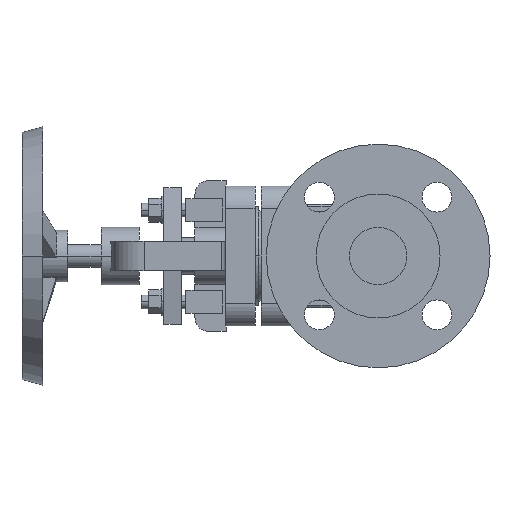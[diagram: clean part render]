
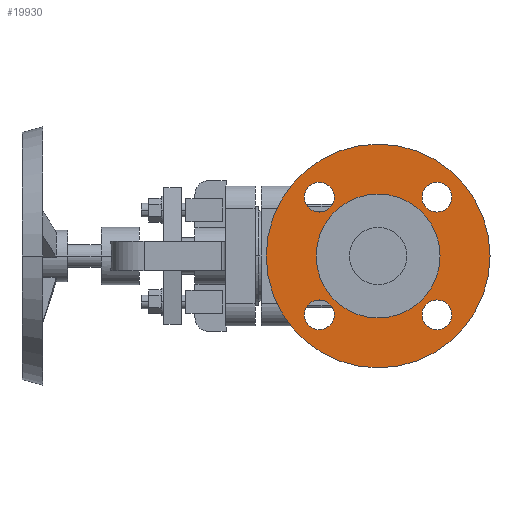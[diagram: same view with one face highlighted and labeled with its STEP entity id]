
A CAD part, left-side view. The second image highlights one B-rep face of the part: STEP entity #19930.
In plain terms, the highlighted planar face has unit normal (-1, 0, 0).
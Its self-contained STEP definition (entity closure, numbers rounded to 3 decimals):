
#610=CARTESIAN_POINT('',(3.,54.,0.));
#620=VERTEX_POINT('',#610);
#780=CARTESIAN_POINT('',(3.,-54.,0.));
#790=VERTEX_POINT('',#780);
#820=CARTESIAN_POINT('',(3.,0.,0.));
#830=DIRECTION('',(-1.,0.,0.));
#840=DIRECTION('',(0.,1.,0.));
#850=AXIS2_PLACEMENT_3D('',#820,#830,#840);
#860=CIRCLE('',#850,54.);
#870=EDGE_CURVE('',#620,#790,#860,.T.);
#11880=CARTESIAN_POINT('',(3.,0.,97.5));
#11890=VERTEX_POINT('',#11880);
#12050=CARTESIAN_POINT('',(3.,0.,-97.5));
#12060=VERTEX_POINT('',#12050);
#12090=CARTESIAN_POINT('',(3.,0.,0.));
#12100=DIRECTION('',(1.,0.,0.));
#12110=DIRECTION('',(0.,0.,-1.));
#12120=AXIS2_PLACEMENT_3D('',#12090,#12100,#12110);
#12130=CIRCLE('',#12120,97.5);
#12140=EDGE_CURVE('',#11890,#12060,#12130,.T.);
#12370=CARTESIAN_POINT('',(3.,51.265,-38.265));
#12380=VERTEX_POINT('',#12370);
#12410=CARTESIAN_POINT('',(3.,51.265,-51.265));
#12420=DIRECTION('',(1.,0.,0.));
#12430=DIRECTION('',(0.,0.,-1.));
#12440=AXIS2_PLACEMENT_3D('',#12410,#12420,#12430);
#12450=CIRCLE('',#12440,13.);
#12460=CARTESIAN_POINT('',(3.,51.265,-64.265));
#12470=VERTEX_POINT('',#12460);
#12480=EDGE_CURVE('',#12380,#12470,#12450,.T.);
#12860=CARTESIAN_POINT('',(3.,-51.265,-38.265));
#12870=VERTEX_POINT('',#12860);
#12900=CARTESIAN_POINT('',(3.,-51.265,-51.265));
#12910=DIRECTION('',(1.,0.,0.));
#12920=DIRECTION('',(0.,0.,-1.));
#12930=AXIS2_PLACEMENT_3D('',#12900,#12910,#12920);
#12940=CIRCLE('',#12930,13.);
#12950=CARTESIAN_POINT('',(3.,-51.265,-64.265));
#12960=VERTEX_POINT('',#12950);
#12970=EDGE_CURVE('',#12870,#12960,#12940,.T.);
#13350=CARTESIAN_POINT('',(3.,51.265,64.265));
#13360=VERTEX_POINT('',#13350);
#13520=CARTESIAN_POINT('',(3.,51.265,38.265));
#13530=VERTEX_POINT('',#13520);
#13560=CARTESIAN_POINT('',(3.,51.265,51.265));
#13570=DIRECTION('',(1.,0.,0.));
#13580=DIRECTION('',(0.,0.,-1.));
#13590=AXIS2_PLACEMENT_3D('',#13560,#13570,#13580);
#13600=CIRCLE('',#13590,13.);
#13610=EDGE_CURVE('',#13530,#13360,#13600,.T.);
#13840=CARTESIAN_POINT('',(3.,-51.265,64.265));
#13850=VERTEX_POINT('',#13840);
#13880=CARTESIAN_POINT('',(3.,-51.265,51.265));
#13890=DIRECTION('',(1.,0.,0.));
#13900=DIRECTION('',(0.,0.,-1.));
#13910=AXIS2_PLACEMENT_3D('',#13880,#13890,#13900);
#13920=CIRCLE('',#13910,13.);
#13930=CARTESIAN_POINT('',(3.,-51.265,38.265));
#13940=VERTEX_POINT('',#13930);
#13950=EDGE_CURVE('',#13850,#13940,#13920,.T.);
#19580=CARTESIAN_POINT('',(3.,0.,0.));
#19590=DIRECTION('',(1.,0.,0.));
#19600=DIRECTION('',(0.,0.,-1.));
#19610=AXIS2_PLACEMENT_3D('',#19580,#19590,#19600);
#19620=PLANE('',#19610);
#19630=ORIENTED_EDGE('',*,*,#13950,.T.);
#19640=EDGE_CURVE('',#13940,#13850,#13920,.T.);
#19650=ORIENTED_EDGE('',*,*,#19640,.T.);
#19660=EDGE_LOOP('',(#19650,#19630));
#19670=FACE_BOUND('',#19660,.T.);
#19680=EDGE_CURVE('',#13360,#13530,#13600,.T.);
#19690=ORIENTED_EDGE('',*,*,#19680,.T.);
#19700=ORIENTED_EDGE('',*,*,#13610,.T.);
#19710=EDGE_LOOP('',(#19700,#19690));
#19720=FACE_BOUND('',#19710,.T.);
#19730=EDGE_CURVE('',#12960,#12870,#12940,.T.);
#19740=ORIENTED_EDGE('',*,*,#19730,.T.);
#19750=ORIENTED_EDGE('',*,*,#12970,.T.);
#19760=EDGE_LOOP('',(#19750,#19740));
#19770=FACE_BOUND('',#19760,.T.);
#19780=EDGE_CURVE('',#12470,#12380,#12450,.T.);
#19790=ORIENTED_EDGE('',*,*,#19780,.T.);
#19800=ORIENTED_EDGE('',*,*,#12480,.T.);
#19810=EDGE_LOOP('',(#19800,#19790));
#19820=FACE_BOUND('',#19810,.T.);
#19830=EDGE_CURVE('',#12060,#11890,#12130,.T.);
#19840=ORIENTED_EDGE('',*,*,#19830,.F.);
#19850=ORIENTED_EDGE('',*,*,#12140,.F.);
#19860=EDGE_LOOP('',(#19850,#19840));
#19870=FACE_OUTER_BOUND('',#19860,.T.);
#19880=EDGE_CURVE('',#790,#620,#860,.T.);
#19890=ORIENTED_EDGE('',*,*,#19880,.F.);
#19900=ORIENTED_EDGE('',*,*,#870,.F.);
#19910=EDGE_LOOP('',(#19900,#19890));
#19920=FACE_BOUND('',#19910,.T.);
#19930=ADVANCED_FACE('',(#19670,#19720,#19770,#19820,#19870,#19920),
#19620,.F.);
